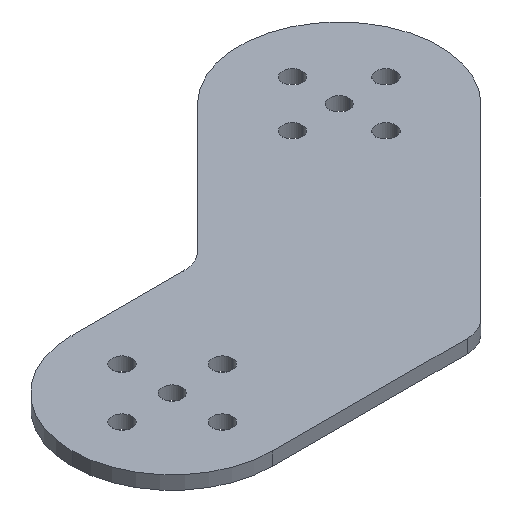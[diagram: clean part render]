
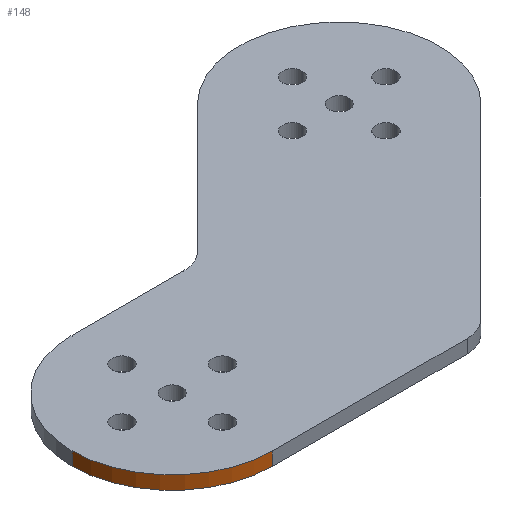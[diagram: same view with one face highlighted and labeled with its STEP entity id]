
A CAD part, isometric view. The second image highlights one B-rep face of the part: STEP entity #148.
In plain terms, the highlighted cylindrical face has radius 15 mm (diameter 30 mm), a partial arc.
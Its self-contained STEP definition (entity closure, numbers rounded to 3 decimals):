
#10 = ORIENTED_EDGE ( 'NONE', *, *, #765, .F. ) ;
#24 = CIRCLE ( 'NONE', #932, 15. ) ;
#91 = CARTESIAN_POINT ( 'NONE',  ( -15., 0., 2. ) ) ;
#128 = VERTEX_POINT ( 'NONE', #857 ) ;
#148 = ADVANCED_FACE ( 'NONE', ( #272 ), #308, .T. ) ;
#160 = EDGE_CURVE ( 'NONE', #128, #288, #303, .T. ) ;
#181 = ORIENTED_EDGE ( 'NONE', *, *, #160, .T. ) ;
#212 = CARTESIAN_POINT ( 'NONE',  ( 0., -15., 2. ) ) ;
#227 = DIRECTION ( 'NONE',  ( 0., 0., 1. ) ) ;
#236 = VERTEX_POINT ( 'NONE', #91 ) ;
#272 = FACE_OUTER_BOUND ( 'NONE', #646, .T. ) ;
#273 = DIRECTION ( 'NONE',  ( 1., 0., 0. ) ) ;
#288 = VERTEX_POINT ( 'NONE', #622 ) ;
#303 = CIRCLE ( 'NONE', #924, 15. ) ;
#308 = CYLINDRICAL_SURFACE ( 'NONE', #934, 15. ) ;
#387 = DIRECTION ( 'NONE',  ( 0., 0., -1. ) ) ;
#399 = EDGE_CURVE ( 'NONE', #438, #288, #815, .T. ) ;
#404 = CARTESIAN_POINT ( 'NONE',  ( 0., 0., 2. ) ) ;
#411 = ORIENTED_EDGE ( 'NONE', *, *, #925, .T. ) ;
#430 = DIRECTION ( 'NONE',  ( 0., 0., -1. ) ) ;
#438 = VERTEX_POINT ( 'NONE', #212 ) ;
#457 = CARTESIAN_POINT ( 'NONE',  ( -15., 0., 2. ) ) ;
#458 = DIRECTION ( 'NONE',  ( 0., 0., 1. ) ) ;
#517 = ORIENTED_EDGE ( 'NONE', *, *, #399, .F. ) ;
#558 = LINE ( 'NONE', #457, #559 ) ;
#559 = VECTOR ( 'NONE', #387, 1000. ) ;
#622 = CARTESIAN_POINT ( 'NONE',  ( 0., -15., 0. ) ) ;
#646 = EDGE_LOOP ( 'NONE', ( #10, #411, #181, #517 ) ) ;
#704 = DIRECTION ( 'NONE',  ( 1., 0., 0. ) ) ;
#765 = EDGE_CURVE ( 'NONE', #236, #438, #24, .T. ) ;
#784 = CARTESIAN_POINT ( 'NONE',  ( 0., 0., 2. ) ) ;
#815 = LINE ( 'NONE', #1060, #1001 ) ;
#857 = CARTESIAN_POINT ( 'NONE',  ( -15., 0., 0. ) ) ;
#924 = AXIS2_PLACEMENT_3D ( 'NONE', #1108, #458, #273 ) ;
#925 = EDGE_CURVE ( 'NONE', #236, #128, #558, .T. ) ;
#932 = AXIS2_PLACEMENT_3D ( 'NONE', #784, #227, #704 ) ;
#934 = AXIS2_PLACEMENT_3D ( 'NONE', #404, #430, #943 ) ;
#943 = DIRECTION ( 'NONE',  ( -1., 0., 0. ) ) ;
#1001 = VECTOR ( 'NONE', #1051, 1000. ) ;
#1051 = DIRECTION ( 'NONE',  ( 0., 0., -1. ) ) ;
#1060 = CARTESIAN_POINT ( 'NONE',  ( 0., -15., 2. ) ) ;
#1108 = CARTESIAN_POINT ( 'NONE',  ( 0., 0., 0. ) ) ;
